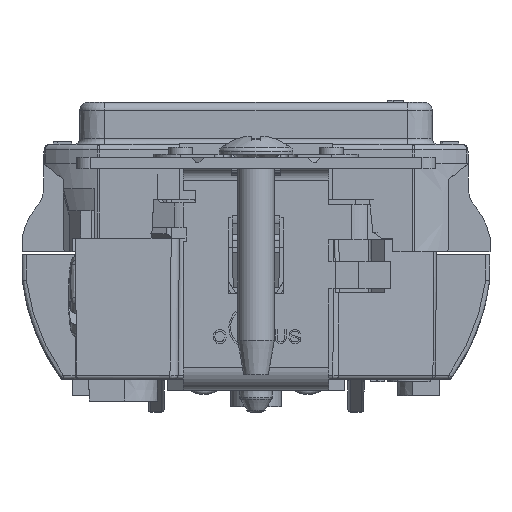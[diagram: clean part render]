
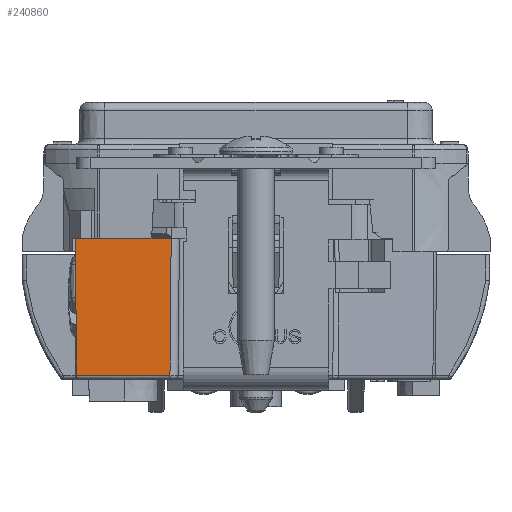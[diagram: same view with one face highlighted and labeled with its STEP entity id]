
A CAD part, front view. The second image highlights one B-rep face of the part: STEP entity #240860.
In plain terms, the highlighted planar face has unit normal (0, -1, -0.009).
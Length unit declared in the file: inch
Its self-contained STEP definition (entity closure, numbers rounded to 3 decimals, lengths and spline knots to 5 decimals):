
#37200 = ORIENTED_EDGE ( 'NONE', *, *, #228889, .F. ) ;
#44160 = ORIENTED_EDGE ( 'NONE', *, *, #201380, .T. ) ;
#61080 = EDGE_CURVE ( 'NONE', #136914, #198630, #264070, .T. ) ;
#64386 = CARTESIAN_POINT ( 'NONE',  ( -0.72032, -1.65015, 0.56811 ) ) ;
#67711 = DIRECTION ( 'NONE',  ( 0.009, -0.009, 1. ) ) ;
#68718 = LINE ( 'NONE', #208939, #256597 ) ;
#82875 = ORIENTED_EDGE ( 'NONE', *, *, #118287, .T. ) ;
#99497 = CARTESIAN_POINT ( 'NONE',  ( -0.71596, -1.64579, 0.06798 ) ) ;
#101146 = VECTOR ( 'NONE', #120843, 39.37008 ) ;
#107272 = AXIS2_PLACEMENT_3D ( 'NONE', #162387, #139184, #252068 ) ;
#118034 = CARTESIAN_POINT ( 'NONE',  ( -0.72032, -1.65015, 0.56811 ) ) ;
#118287 = EDGE_CURVE ( 'NONE', #141865, #198630, #263130, .T. ) ;
#120843 = DIRECTION ( 'NONE',  ( -0.009, -0.009, 1. ) ) ;
#133394 = VECTOR ( 'NONE', #67711, 39.37008 ) ;
#134224 = CARTESIAN_POINT ( 'NONE',  ( -0.37035, -1.65013, 0.56505 ) ) ;
#136914 = VERTEX_POINT ( 'NONE', #239231 ) ;
#138162 = VERTEX_POINT ( 'NONE', #99497 ) ;
#138284 = EDGE_LOOP ( 'NONE', ( #37200, #44160, #82875, #261834 ) ) ;
#139184 = DIRECTION ( 'NONE',  ( 0., -1., -0.009 ) ) ;
#141865 = VERTEX_POINT ( 'NONE', #210149 ) ;
#153836 = PLANE ( 'NONE',  #107272 ) ;
#156663 = FACE_OUTER_BOUND ( 'NONE', #138284, .T. ) ;
#161303 = DIRECTION ( 'NONE',  ( 1., 0., 0. ) ) ;
#162387 = CARTESIAN_POINT ( 'NONE',  ( -0.72032, -1.65015, 0.56811 ) ) ;
#198630 = VERTEX_POINT ( 'NONE', #252704 ) ;
#201380 = EDGE_CURVE ( 'NONE', #138162, #141865, #68718, .T. ) ;
#208939 = CARTESIAN_POINT ( 'NONE',  ( -0.37482, -1.64579, 0.06798 ) ) ;
#209212 = LINE ( 'NONE', #118034, #101146 ) ;
#210149 = CARTESIAN_POINT ( 'NONE',  ( -0.37469, -1.64579, 0.06798 ) ) ;
#219203 = DIRECTION ( 'NONE',  ( 1., 0., 0. ) ) ;
#228889 = EDGE_CURVE ( 'NONE', #138162, #136914, #209212, .T. ) ;
#239231 = CARTESIAN_POINT ( 'NONE',  ( -0.72032, -1.65015, 0.56811 ) ) ;
#240860 = ADVANCED_FACE ( 'NONE', ( #156663 ), #153836, .T. ) ;
#245789 = VECTOR ( 'NONE', #219203, 39.37008 ) ;
#252068 = DIRECTION ( 'NONE',  ( 0., 0.009, -1. ) ) ;
#252704 = CARTESIAN_POINT ( 'NONE',  ( -0.37032, -1.65015, 0.56811 ) ) ;
#256597 = VECTOR ( 'NONE', #161303, 39.37008 ) ;
#261834 = ORIENTED_EDGE ( 'NONE', *, *, #61080, .F. ) ;
#263130 = LINE ( 'NONE', #134224, #133394 ) ;
#264070 = LINE ( 'NONE', #64386, #245789 ) ;
